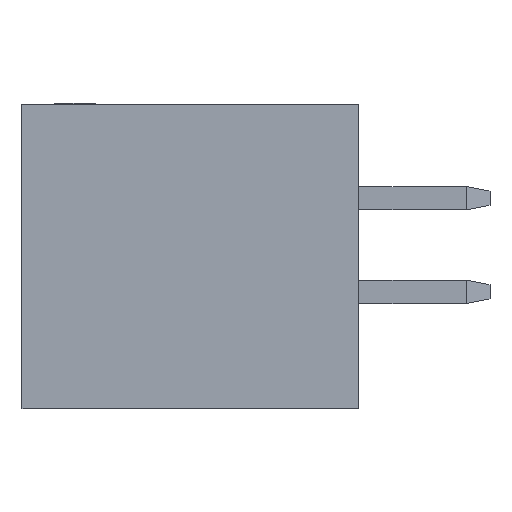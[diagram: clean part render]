
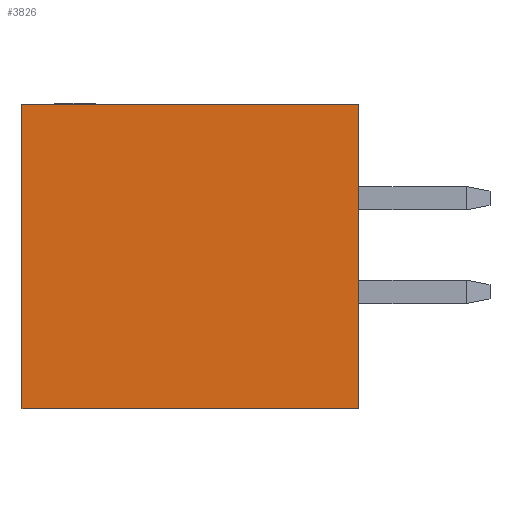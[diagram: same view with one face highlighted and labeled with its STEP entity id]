
A CAD part, left-side view. The second image highlights one B-rep face of the part: STEP entity #3826.
In plain terms, the highlighted planar face has unit normal (-1, 0, 0).
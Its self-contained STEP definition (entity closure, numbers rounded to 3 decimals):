
#2123=CARTESIAN_POINT('',(-11.25,3.6,-3.5));
#2124=VERTEX_POINT('',#2123);
#2134=CARTESIAN_POINT('',(-11.25,3.6,3.));
#2135=VERTEX_POINT('',#2134);
#2136=CARTESIAN_POINT('',(-11.25,3.6,-3.5));
#2137=CARTESIAN_POINT('',(-11.25,3.6,-2.2));
#2138=CARTESIAN_POINT('',(-11.25,3.6,-0.9));
#2139=CARTESIAN_POINT('',(-11.25,3.6,0.4));
#2140=CARTESIAN_POINT('',(-11.25,3.6,1.7));
#2141=CARTESIAN_POINT('',(-11.25,3.6,3.));
#2142=B_SPLINE_CURVE_WITH_KNOTS('',5,(#2136,#2137,#2138,#2139,#2140,#2141),.UNSPECIFIED.,.F.,.U.,(6,6),(0.,6.5),.UNSPECIFIED.);
#2143=EDGE_CURVE('',#2124,#2135,#2142,.T.);
#2351=CARTESIAN_POINT('',(-11.25,-3.6,3.));
#2352=VERTEX_POINT('',#2351);
#2353=CARTESIAN_POINT('',(-11.25,3.6,3.));
#2354=CARTESIAN_POINT('',(-11.25,2.16,3.));
#2355=CARTESIAN_POINT('',(-11.25,0.72,3.));
#2356=CARTESIAN_POINT('',(-11.25,-0.72,3.));
#2357=CARTESIAN_POINT('',(-11.25,-2.16,3.));
#2358=CARTESIAN_POINT('',(-11.25,-3.6,3.));
#2359=B_SPLINE_CURVE_WITH_KNOTS('',5,(#2353,#2354,#2355,#2356,#2357,#2358),.UNSPECIFIED.,.F.,.U.,(6,6),(0.,7.2),.UNSPECIFIED.);
#2360=EDGE_CURVE('',#2135,#2352,#2359,.T.);
#3797=CARTESIAN_POINT('',(-11.25,0.,-0.25));
#3798=DIRECTION('',(0.,0.,1.));
#3799=DIRECTION('',(-1.,0.,0.));
#3800=AXIS2_PLACEMENT_3D('',#3797,#3799,#3798);
#3801=PLANE('',#3800);
#3802=ORIENTED_EDGE('',*,*,#2360,.F.);
#3803=ORIENTED_EDGE('',*,*,#2143,.F.);
#3804=CARTESIAN_POINT('',(-11.25,-3.6,-3.5));
#3805=VERTEX_POINT('',#3804);
#3806=CARTESIAN_POINT('',(-11.25,3.6,-3.5));
#3807=CARTESIAN_POINT('',(-11.25,2.16,-3.5));
#3808=CARTESIAN_POINT('',(-11.25,0.72,-3.5));
#3809=CARTESIAN_POINT('',(-11.25,-0.72,-3.5));
#3810=CARTESIAN_POINT('',(-11.25,-2.16,-3.5));
#3811=CARTESIAN_POINT('',(-11.25,-3.6,-3.5));
#3812=B_SPLINE_CURVE_WITH_KNOTS('',5,(#3806,#3807,#3808,#3809,#3810,#3811),.UNSPECIFIED.,.F.,.U.,(6,6),(0.,7.2),.UNSPECIFIED.);
#3813=EDGE_CURVE('',#2124,#3805,#3812,.T.);
#3814=ORIENTED_EDGE('',*,*,#3813,.T.);
#3815=CARTESIAN_POINT('',(-11.25,-3.6,-3.5));
#3816=CARTESIAN_POINT('',(-11.25,-3.6,-2.2));
#3817=CARTESIAN_POINT('',(-11.25,-3.6,-0.9));
#3818=CARTESIAN_POINT('',(-11.25,-3.6,0.4));
#3819=CARTESIAN_POINT('',(-11.25,-3.6,1.7));
#3820=CARTESIAN_POINT('',(-11.25,-3.6,3.));
#3821=B_SPLINE_CURVE_WITH_KNOTS('',5,(#3815,#3816,#3817,#3818,#3819,#3820),.UNSPECIFIED.,.F.,.U.,(6,6),(0.,6.5),.UNSPECIFIED.);
#3822=EDGE_CURVE('',#3805,#2352,#3821,.T.);
#3823=ORIENTED_EDGE('',*,*,#3822,.T.);
#3824=EDGE_LOOP('',(#3802,#3803,#3814,#3823));
#3825=FACE_OUTER_BOUND('',#3824,.T.);
#3826=ADVANCED_FACE('',(#3825),#3801,.T.);
